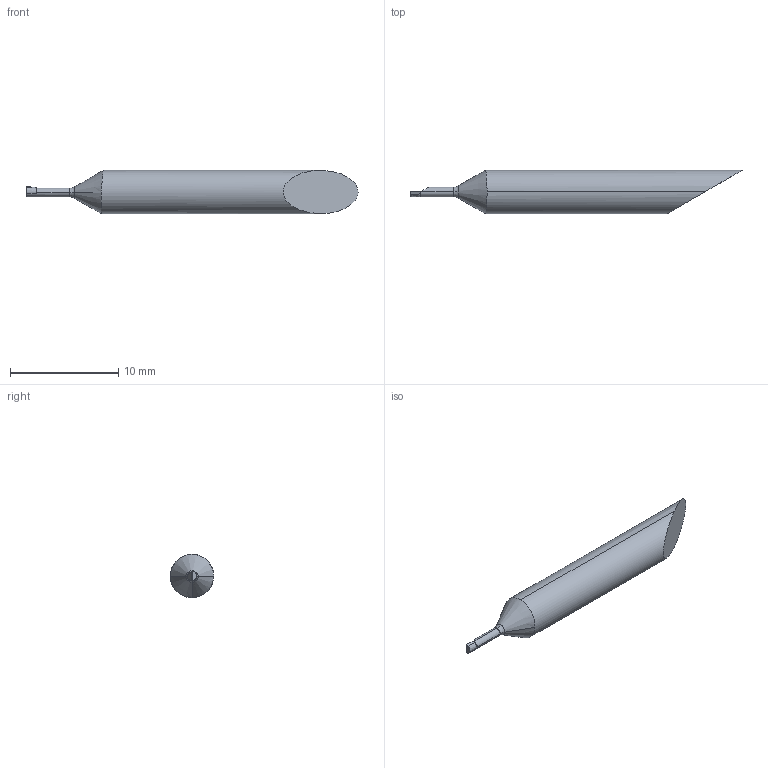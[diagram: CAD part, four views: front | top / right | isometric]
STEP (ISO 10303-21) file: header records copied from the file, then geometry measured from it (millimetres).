
FILE_DESCRIPTION (( 'STEP AP214' ), '1' );
FILE_NAME ('A04.0045.04.10.05_YR~0.STEP', '2016-06-14T05:45:34', ( '' ), ( '' ), 'SwSTEP 2.0', 'SolidWorks 2015', '' );
FILE_SCHEMA (( 'AUTOMOTIVE_DESIGN' ));
Length unit declared in the file: millimetre
Products named in the file (1): A04.0045.04.10.05_YR~0
Bounding box: 30.71 x 4 x 4 mm (x, y, z)
Volume: 270.7 mm3; surface area: 314.6 mm2
Topology: 1 solids, 1 shells, 26 faces, 61 edges, 37 vertices
Faces by surface type: cylinder 7, torus 6, cone 5, plane 5, bspline 3
Entity records: 882 total; most frequent: CARTESIAN_POINT 309, ORIENTED_EDGE 122, DIRECTION 102, EDGE_CURVE 61, AXIS2_PLACEMENT_3D 43, VERTEX_POINT 37, FACE_OUTER_BOUND 26, EDGE_LOOP 26
